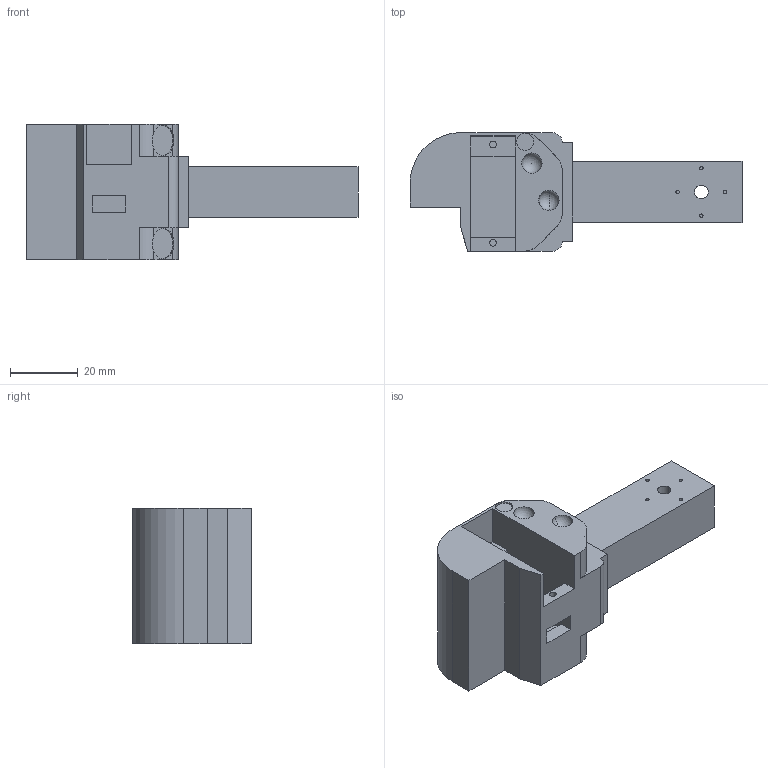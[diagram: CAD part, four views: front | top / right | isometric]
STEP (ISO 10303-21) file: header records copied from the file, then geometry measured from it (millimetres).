
FILE_DESCRIPTION (( 'STEP AP214' ), '1' );
FILE_NAME ('Part12.STEP', '2024-05-19T18:34:49', ( '' ), ( '' ), 'SwSTEP 2.0', 'SolidWorks 2020', '' );
FILE_SCHEMA (( 'AUTOMOTIVE_DESIGN' ));
Length unit declared in the file: millimetre
Products named in the file (1): Part12
Bounding box: 98 x 35 x 40 mm (x, y, z)
Volume: 55190 mm3; surface area: 14694.2 mm2
Topology: 1 solids, 1 shells, 97 faces, 258 edges, 173 vertices
Faces by surface type: plane 53, cylinder 39, sphere 5
Entity records: 3062 total; most frequent: CARTESIAN_POINT 589, DIRECTION 516, ORIENTED_EDGE 498, EDGE_CURVE 249, AXIS2_PLACEMENT_3D 185, VERTEX_POINT 168, LINE 146, VECTOR 146
